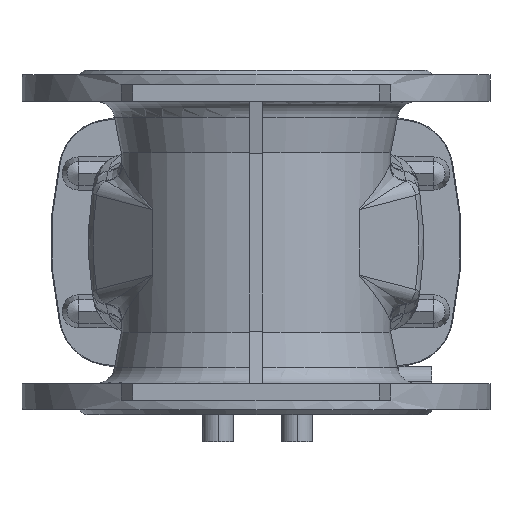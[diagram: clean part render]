
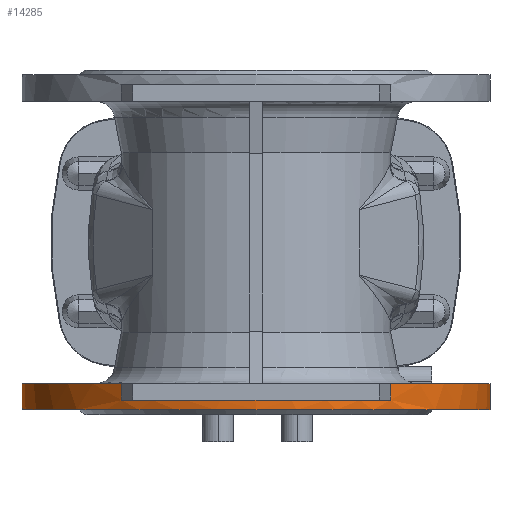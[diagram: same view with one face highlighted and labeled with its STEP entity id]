
A CAD part, front view. The second image highlights one B-rep face of the part: STEP entity #14285.
In plain terms, the highlighted cylindrical face has radius 142.5 mm (diameter 285 mm), a partial arc.
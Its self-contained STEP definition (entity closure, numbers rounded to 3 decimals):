
#5013 = LINE ( 'NONE', #16242, #5017 ) ;
#5017 = VECTOR ( 'NONE', #16241, 1000. ) ;
#5021 = LINE ( 'NONE', #16256, #5023 ) ;
#5023 = VECTOR ( 'NONE', #16257, 1000. ) ;
#5714 = AXIS2_PLACEMENT_3D ( 'NONE', #28767, #28768, #28770 ) ;
#5715 = AXIS2_PLACEMENT_3D ( 'NONE', #28776, #28777, #28779 ) ;
#5723 = AXIS2_PLACEMENT_3D ( 'NONE', #28760, #28761, #28763 ) ;
#5724 = AXIS2_PLACEMENT_3D ( 'NONE', #28736, #28738, #28740 ) ;
#5729 = AXIS2_PLACEMENT_3D ( 'NONE', #28705, #28707, #28709 ) ;
#7028 = CARTESIAN_POINT ( 'NONE',  ( 0., 0., 0. ) ) ;
#7030 = DIRECTION ( 'NONE',  ( 0., 0., 1. ) ) ;
#7033 = DIRECTION ( 'NONE',  ( 1., 0., 0. ) ) ;
#7333 = CIRCLE ( 'NONE', #5729, 142.5 ) ;
#7336 = CIRCLE ( 'NONE', #5724, 142.5 ) ;
#7337 = LINE ( 'NONE', #28743, #7341 ) ;
#7339 = CIRCLE ( 'NONE', #5723, 142.5 ) ;
#7341 = VECTOR ( 'NONE', #28733, 1000. ) ;
#7342 = CIRCLE ( 'NONE', #5714, 142.5 ) ;
#7343 = CIRCLE ( 'NONE', #5715, 142.5 ) ;
#7344 = LINE ( 'NONE', #28725, #7346 ) ;
#7346 = VECTOR ( 'NONE', #28759, 1000. ) ;
#11941 = CARTESIAN_POINT ( 'NONE',  ( 142.5, 0., -102. ) ) ;
#11961 = CARTESIAN_POINT ( 'NONE',  ( -142.5, 0., -102. ) ) ;
#11964 = CARTESIAN_POINT ( 'NONE',  ( -142.5, 0., -86. ) ) ;
#11968 = CARTESIAN_POINT ( 'NONE',  ( 142.5, 0., -86. ) ) ;
#13014 = VERTEX_POINT ( 'NONE', #20347 ) ;
#13035 = VERTEX_POINT ( 'NONE', #20406 ) ;
#13036 = VERTEX_POINT ( 'NONE', #20404 ) ;
#13043 = VERTEX_POINT ( 'NONE', #31952 ) ;
#13045 = VERTEX_POINT ( 'NONE', #31883 ) ;
#14285 = ADVANCED_FACE ( 'NONE', ( #25469 ), #25487, .T. ) ;
#16241 = DIRECTION ( 'NONE',  ( 0., 0., 1. ) ) ;
#16242 = CARTESIAN_POINT ( 'NONE',  ( -142.5, 0., 0. ) ) ;
#16256 = CARTESIAN_POINT ( 'NONE',  ( 142.5, 0., 0. ) ) ;
#16257 = DIRECTION ( 'NONE',  ( 0., 0., 1. ) ) ;
#16880 = AXIS2_PLACEMENT_3D ( 'NONE', #7028, #7030, #7033 ) ;
#17842 = EDGE_CURVE ( 'NONE', #33124, #33127, #5013, .T. ) ;
#17847 = EDGE_CURVE ( 'NONE', #33104, #33131, #5021, .T. ) ;
#18096 = EDGE_CURVE ( 'NONE', #33124, #33104, #7333, .T. ) ;
#18100 = EDGE_CURVE ( 'NONE', #33131, #13014, #7336, .T. ) ;
#18102 = EDGE_CURVE ( 'NONE', #13014, #13043, #7337, .T. ) ;
#18104 = EDGE_CURVE ( 'NONE', #13035, #13043, #7339, .T. ) ;
#18105 = EDGE_CURVE ( 'NONE', #13035, #13045, #7342, .T. ) ;
#18106 = EDGE_CURVE ( 'NONE', #13036, #13045, #7344, .T. ) ;
#18107 = EDGE_CURVE ( 'NONE', #33127, #13036, #7343, .T. ) ;
#20347 = CARTESIAN_POINT ( 'NONE',  ( 81.945, -116.582, -86. ) ) ;
#20404 = CARTESIAN_POINT ( 'NONE',  ( -81.945, -116.582, -86. ) ) ;
#20406 = CARTESIAN_POINT ( 'NONE',  ( 0., -142.5, -96. ) ) ;
#23591 = ORIENTED_EDGE ( 'NONE', *, *, #17842, .F. ) ;
#23592 = ORIENTED_EDGE ( 'NONE', *, *, #18096, .T. ) ;
#23593 = ORIENTED_EDGE ( 'NONE', *, *, #17847, .T. ) ;
#23594 = ORIENTED_EDGE ( 'NONE', *, *, #18100, .T. ) ;
#23595 = ORIENTED_EDGE ( 'NONE', *, *, #18102, .T. ) ;
#23596 = ORIENTED_EDGE ( 'NONE', *, *, #18104, .F. ) ;
#23597 = ORIENTED_EDGE ( 'NONE', *, *, #18105, .T. ) ;
#23598 = ORIENTED_EDGE ( 'NONE', *, *, #18106, .F. ) ;
#23599 = ORIENTED_EDGE ( 'NONE', *, *, #18107, .F. ) ;
#25469 = FACE_OUTER_BOUND ( 'NONE', #32952, .T. ) ;
#25487 = CYLINDRICAL_SURFACE ( 'NONE', #16880, 142.5 ) ;
#28705 = CARTESIAN_POINT ( 'NONE',  ( 0., 0., -102. ) ) ;
#28707 = DIRECTION ( 'NONE',  ( 0., 0., 1. ) ) ;
#28709 = DIRECTION ( 'NONE',  ( 1., 0., 0. ) ) ;
#28725 = CARTESIAN_POINT ( 'NONE',  ( -81.945, -116.582, 0. ) ) ;
#28733 = DIRECTION ( 'NONE',  ( 0., 0., -1. ) ) ;
#28736 = CARTESIAN_POINT ( 'NONE',  ( 0., 0., -86. ) ) ;
#28738 = DIRECTION ( 'NONE',  ( 0., 0., -1. ) ) ;
#28740 = DIRECTION ( 'NONE',  ( -1., 0., 0. ) ) ;
#28743 = CARTESIAN_POINT ( 'NONE',  ( 81.945, -116.582, 0. ) ) ;
#28759 = DIRECTION ( 'NONE',  ( 0., 0., -1. ) ) ;
#28760 = CARTESIAN_POINT ( 'NONE',  ( 0., 0., -96. ) ) ;
#28761 = DIRECTION ( 'NONE',  ( 0., 0., 1. ) ) ;
#28763 = DIRECTION ( 'NONE',  ( -1., 0., 0. ) ) ;
#28767 = CARTESIAN_POINT ( 'NONE',  ( 0., 0., -96. ) ) ;
#28768 = DIRECTION ( 'NONE',  ( 0., 0., -1. ) ) ;
#28770 = DIRECTION ( 'NONE',  ( 1., 0., 0. ) ) ;
#28776 = CARTESIAN_POINT ( 'NONE',  ( 0., 0., -86. ) ) ;
#28777 = DIRECTION ( 'NONE',  ( 0., 0., 1. ) ) ;
#28779 = DIRECTION ( 'NONE',  ( 1., 0., 0. ) ) ;
#31883 = CARTESIAN_POINT ( 'NONE',  ( -81.945, -116.582, -96. ) ) ;
#31952 = CARTESIAN_POINT ( 'NONE',  ( 81.945, -116.582, -96. ) ) ;
#32952 = EDGE_LOOP ( 'NONE', ( #23591, #23592, #23593, #23594, #23595, #23596, #23597, #23598, #23599 ) ) ;
#33104 = VERTEX_POINT ( 'NONE', #11941 ) ;
#33124 = VERTEX_POINT ( 'NONE', #11961 ) ;
#33127 = VERTEX_POINT ( 'NONE', #11964 ) ;
#33131 = VERTEX_POINT ( 'NONE', #11968 ) ;
